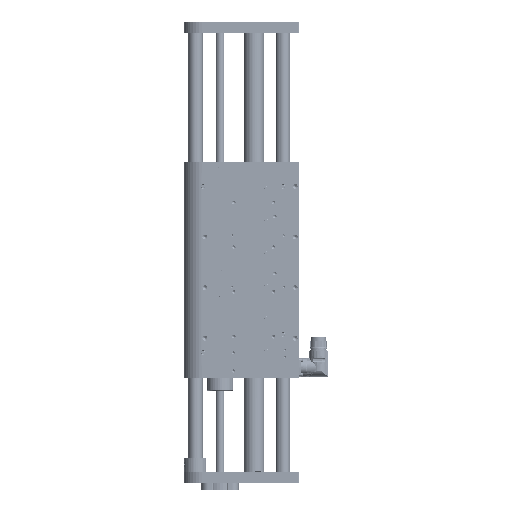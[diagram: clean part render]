
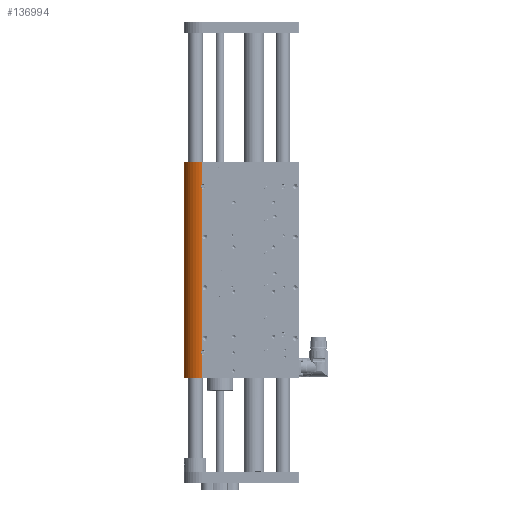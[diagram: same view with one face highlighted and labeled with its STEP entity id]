
A CAD part, left-side view. The second image highlights one B-rep face of the part: STEP entity #136994.
In plain terms, the highlighted cylindrical face has radius 25 mm (diameter 50 mm), a partial arc.
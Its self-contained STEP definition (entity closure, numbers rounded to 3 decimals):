
#1470 = CARTESIAN_POINT ( 'NONE',  ( -24.982, 72.963, 262.756 ) ) ;
#3945 = CIRCLE ( 'NONE', #42767, 25. ) ;
#6305 = LINE ( 'NONE', #42754, #132103 ) ;
#8803 = CARTESIAN_POINT ( 'NONE',  ( 0., 72., 299. ) ) ;
#12777 = CARTESIAN_POINT ( 'NONE',  ( -24.958, 73.448, 263.973 ) ) ;
#19119 = CARTESIAN_POINT ( 'NONE',  ( -25., 72., 267.127 ) ) ;
#20106 = ORIENTED_EDGE ( 'NONE', *, *, #114624, .T. ) ;
#21488 = CARTESIAN_POINT ( 'NONE',  ( -24.965, 73.317, 33.464 ) ) ;
#22274 = CARTESIAN_POINT ( 'NONE',  ( -24.997, 72.438, 32.166 ) ) ;
#24117 = CARTESIAN_POINT ( 'NONE',  ( -24.997, 72.438, 262.166 ) ) ;
#24884 = CARTESIAN_POINT ( 'NONE',  ( -24.965, 73.317, 265.537 ) ) ;
#25115 = DIRECTION ( 'NONE',  ( 0., 0., 1. ) ) ;
#26451 = LINE ( 'NONE', #38620, #95978 ) ;
#26522 = CARTESIAN_POINT ( 'NONE',  ( -24.956, 73.481, 264.632 ) ) ;
#27322 = CARTESIAN_POINT ( 'NONE',  ( -24.957, 73.473, 264.762 ) ) ;
#29707 = CARTESIAN_POINT ( 'NONE',  ( -24.982, 72.964, 266.244 ) ) ;
#32851 = CARTESIAN_POINT ( 'NONE',  ( -24.997, 72.441, 36.831 ) ) ;
#33821 = AXIS2_PLACEMENT_3D ( 'NONE', #77849, #25115, #138838 ) ;
#36052 = CARTESIAN_POINT ( 'NONE',  ( -25., 72., 37.127 ) ) ;
#38620 = CARTESIAN_POINT ( 'NONE',  ( -25., 72., 299. ) ) ;
#42754 = CARTESIAN_POINT ( 'NONE',  ( -25., 72., 299. ) ) ;
#42767 = AXIS2_PLACEMENT_3D ( 'NONE', #71029, #146510, #107453 ) ;
#42873 = CARTESIAN_POINT ( 'NONE',  ( -25., 72., 37.127 ) ) ;
#45082 = CARTESIAN_POINT ( 'NONE',  ( -24.956, 73.481, 34.632 ) ) ;
#46454 = ORIENTED_EDGE ( 'NONE', *, *, #139382, .T. ) ;
#49288 = EDGE_CURVE ( 'NONE', #143572, #157877, #6305, .T. ) ;
#49296 = CARTESIAN_POINT ( 'NONE',  ( -24.96, 73.415, 265.155 ) ) ;
#49450 = ORIENTED_EDGE ( 'NONE', *, *, #159848, .T. ) ;
#49922 = LINE ( 'NONE', #149030, #108843 ) ;
#50077 = EDGE_CURVE ( 'NONE', #57834, #143572, #93335, .T. ) ;
#50889 = CARTESIAN_POINT ( 'NONE',  ( -24.965, 73.317, 263.464 ) ) ;
#55770 = DIRECTION ( 'NONE',  ( 0., 0., -1. ) ) ;
#57834 = VERTEX_POINT ( 'NONE', #72770 ) ;
#58291 = DIRECTION ( 'NONE',  ( 0., 0., -1. ) ) ;
#58872 = CARTESIAN_POINT ( 'NONE',  ( -24.956, 73.481, 34.239 ) ) ;
#59686 = CARTESIAN_POINT ( 'NONE',  ( -24.958, 73.44, 35.024 ) ) ;
#68276 = B_SPLINE_CURVE_WITH_KNOTS ( 'NONE', 3,
 ( #108340, #145793, #22274, #109926, #157914, #73459, #21488, #94529, #58872, #45082, #134339, #59686, #146564, #147339, #71098, #72665, #144176, #32851, #121334, #36052 ),
 .UNSPECIFIED., .F., .F.,
 ( 4, 2, 2, 2, 2, 2, 2, 2, 2, 4 ),
 ( 0., 0.001, 0.002, 0.003, 0.003, 0.004, 0.004, 0.005, 0.006, 0.006 ),
 .UNSPECIFIED. ) ;
#71029 = CARTESIAN_POINT ( 'NONE',  ( 0., 72., 0. ) ) ;
#71098 = CARTESIAN_POINT ( 'NONE',  ( -24.97, 73.221, 35.78 ) ) ;
#72665 = CARTESIAN_POINT ( 'NONE',  ( -24.982, 72.964, 36.244 ) ) ;
#72770 = CARTESIAN_POINT ( 'NONE',  ( 25., 72., 299. ) ) ;
#73459 = CARTESIAN_POINT ( 'NONE',  ( -24.971, 73.22, 33.218 ) ) ;
#75211 = VERTEX_POINT ( 'NONE', #42873 ) ;
#77849 = CARTESIAN_POINT ( 'NONE',  ( 0., 72., 299. ) ) ;
#78102 = EDGE_CURVE ( 'NONE', #114908, #134958, #49922, .T. ) ;
#78408 = CARTESIAN_POINT ( 'NONE',  ( -25., 72.23, 266.996 ) ) ;
#80536 = DIRECTION ( 'NONE',  ( 0., 0., -1. ) ) ;
#84362 = EDGE_CURVE ( 'NONE', #144188, #157877, #87862, .T. ) ;
#84862 = DIRECTION ( 'NONE',  ( 0., 0., -1. ) ) ;
#85538 = ORIENTED_EDGE ( 'NONE', *, *, #49288, .F. ) ;
#86770 = CARTESIAN_POINT ( 'NONE',  ( -25., 72., 261.873 ) ) ;
#87862 = B_SPLINE_CURVE_WITH_KNOTS ( 'NONE', 3,
 ( #112566, #135368, #24117, #101152, #1470, #138608, #50889, #12777, #110951, #26522, #27322, #160556, #49296, #24884, #139388, #29707, #152339, #114991, #78408, #127944 ),
 .UNSPECIFIED., .F., .F.,
 ( 4, 2, 2, 2, 2, 2, 2, 2, 2, 4 ),
 ( 0., 0.001, 0.002, 0.003, 0.003, 0.004, 0.004, 0.005, 0.006, 0.006 ),
 .UNSPECIFIED. ) ;
#88971 = DIRECTION ( 'NONE',  ( 0., 0., -1. ) ) ;
#93312 = CARTESIAN_POINT ( 'NONE',  ( -25., 72., 31.873 ) ) ;
#93335 = CIRCLE ( 'NONE', #33821, 25. ) ;
#94529 = CARTESIAN_POINT ( 'NONE',  ( -24.958, 73.448, 33.973 ) ) ;
#95978 = VECTOR ( 'NONE', #88971, 1000. ) ;
#100121 = ORIENTED_EDGE ( 'NONE', *, *, #50077, .F. ) ;
#101152 = CARTESIAN_POINT ( 'NONE',  ( -24.988, 72.807, 262.545 ) ) ;
#104868 = LINE ( 'NONE', #154480, #156453 ) ;
#107453 = DIRECTION ( 'NONE',  ( 1., 0., 0. ) ) ;
#108340 = CARTESIAN_POINT ( 'NONE',  ( -25., 72., 31.873 ) ) ;
#108843 = VECTOR ( 'NONE', #84862, 1000. ) ;
#109369 = DIRECTION ( 'NONE',  ( -1., 0., 0. ) ) ;
#109926 = CARTESIAN_POINT ( 'NONE',  ( -24.988, 72.807, 32.545 ) ) ;
#110951 = CARTESIAN_POINT ( 'NONE',  ( -24.956, 73.481, 264.239 ) ) ;
#112566 = CARTESIAN_POINT ( 'NONE',  ( -25., 72., 261.873 ) ) ;
#112907 = VERTEX_POINT ( 'NONE', #126286 ) ;
#113160 = ORIENTED_EDGE ( 'NONE', *, *, #78102, .F. ) ;
#114624 = EDGE_CURVE ( 'NONE', #57834, #112907, #104868, .T. ) ;
#114908 = VERTEX_POINT ( 'NONE', #93312 ) ;
#114991 = CARTESIAN_POINT ( 'NONE',  ( -24.997, 72.441, 266.831 ) ) ;
#115181 = ORIENTED_EDGE ( 'NONE', *, *, #84362, .T. ) ;
#117504 = ORIENTED_EDGE ( 'NONE', *, *, #158771, .F. ) ;
#118312 = CYLINDRICAL_SURFACE ( 'NONE', #134114, 25. ) ;
#121334 = CARTESIAN_POINT ( 'NONE',  ( -25., 72.23, 36.996 ) ) ;
#124905 = CARTESIAN_POINT ( 'NONE',  ( -25., 72., 299. ) ) ;
#126286 = CARTESIAN_POINT ( 'NONE',  ( 25., 72., 0. ) ) ;
#127944 = CARTESIAN_POINT ( 'NONE',  ( -25., 72., 267.127 ) ) ;
#132103 = VECTOR ( 'NONE', #55770, 1000. ) ;
#132150 = FACE_OUTER_BOUND ( 'NONE', #157879, .T. ) ;
#134114 = AXIS2_PLACEMENT_3D ( 'NONE', #8803, #58291, #109369 ) ;
#134254 = CARTESIAN_POINT ( 'NONE',  ( -25., 72., 0. ) ) ;
#134339 = CARTESIAN_POINT ( 'NONE',  ( -24.957, 73.473, 34.762 ) ) ;
#134958 = VERTEX_POINT ( 'NONE', #134254 ) ;
#135368 = CARTESIAN_POINT ( 'NONE',  ( -25., 72.229, 262.004 ) ) ;
#136994 = ADVANCED_FACE ( 'NONE', ( #132150 ), #118312, .T. ) ;
#138608 = CARTESIAN_POINT ( 'NONE',  ( -24.971, 73.22, 263.218 ) ) ;
#138838 = DIRECTION ( 'NONE',  ( 1., 0., 0. ) ) ;
#139382 = EDGE_CURVE ( 'NONE', #112907, #134958, #3945, .T. ) ;
#139388 = CARTESIAN_POINT ( 'NONE',  ( -24.97, 73.221, 265.78 ) ) ;
#143572 = VERTEX_POINT ( 'NONE', #124905 ) ;
#144176 = CARTESIAN_POINT ( 'NONE',  ( -24.988, 72.807, 36.455 ) ) ;
#144188 = VERTEX_POINT ( 'NONE', #86770 ) ;
#145793 = CARTESIAN_POINT ( 'NONE',  ( -25., 72.229, 32.004 ) ) ;
#146510 = DIRECTION ( 'NONE',  ( 0., 0., 1. ) ) ;
#146564 = CARTESIAN_POINT ( 'NONE',  ( -24.96, 73.415, 35.155 ) ) ;
#147339 = CARTESIAN_POINT ( 'NONE',  ( -24.965, 73.317, 35.537 ) ) ;
#149030 = CARTESIAN_POINT ( 'NONE',  ( -25., 72., 299. ) ) ;
#152339 = CARTESIAN_POINT ( 'NONE',  ( -24.988, 72.807, 266.455 ) ) ;
#154480 = CARTESIAN_POINT ( 'NONE',  ( 25., 72., 299. ) ) ;
#156453 = VECTOR ( 'NONE', #80536, 1000. ) ;
#157877 = VERTEX_POINT ( 'NONE', #19119 ) ;
#157879 = EDGE_LOOP ( 'NONE', ( #113160, #49450, #117504, #115181, #85538, #100121, #20106, #46454 ) ) ;
#157914 = CARTESIAN_POINT ( 'NONE',  ( -24.982, 72.963, 32.756 ) ) ;
#158771 = EDGE_CURVE ( 'NONE', #144188, #75211, #26451, .T. ) ;
#159848 = EDGE_CURVE ( 'NONE', #114908, #75211, #68276, .T. ) ;
#160556 = CARTESIAN_POINT ( 'NONE',  ( -24.958, 73.44, 265.024 ) ) ;
